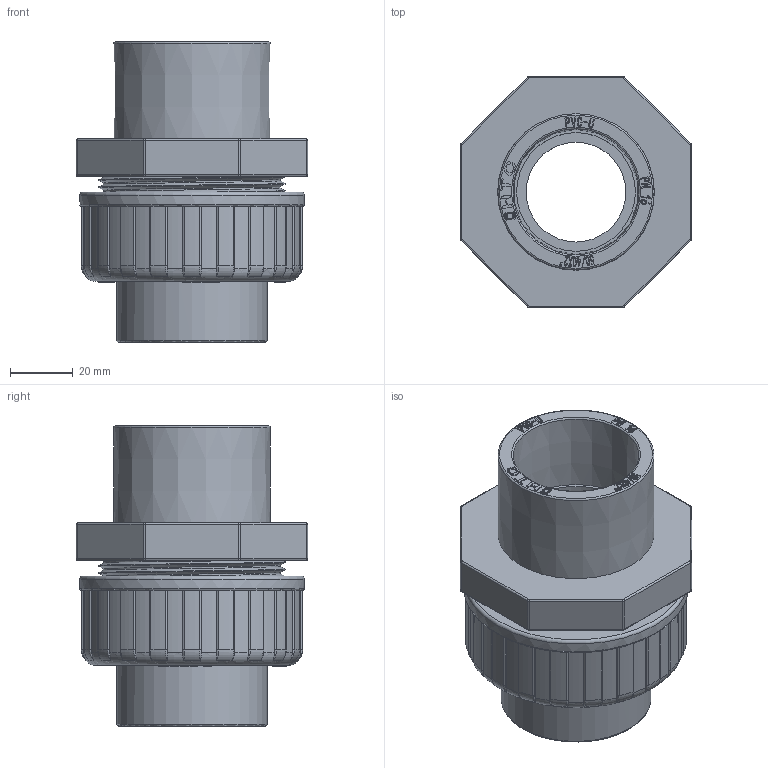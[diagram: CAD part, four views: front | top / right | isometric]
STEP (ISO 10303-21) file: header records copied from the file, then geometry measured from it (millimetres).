
FILE_DESCRIPTION(/* description */ (''),/* implementation_level */ '2;1');
FILE_NAME(/* name */ 'AF0607040050.stp',/* time_stamp */ '2025-11-28T09:30:49+08:00',/* author */ (''),/* organization */ (''),/* preprocessor_version */ 'ST-DEVELOPER v16.7',/* originating_system */ 'SIEMENS PLM Software NX 12.0',/* authorisation */ '');
FILE_SCHEMA (('AUTOMOTIVE_DESIGN { 1 0 10303 214 3 1 1 1 }'));
Products named in the file (1): Admi2740F3F8etzj
Bounding box: 74 x 74 x 96.6 mm (x, y, z)
Volume: 141667.7 mm3; surface area: 61635.9 mm2
Topology: 4 solids, 4 shells, 1863 faces, 5179 edges, 3412 vertices
Faces by surface type: plane 1434, extrusion 182, cylinder 152, bspline 54, torus 38, cone 3
Full cylindrical faces by diameter (mm): 1.3 x1, 1.5 x1, 1.821 x1, 1.95 x1, 2.25 x1, 2.428 x1, 31.9 x1, 38 x1, 45 x1, 46.6 x1, 48 x1, 51.5 x1, 52 x1, 55.9 x1, 56.6 x1, 56.656 x8, 59.614 x8, 71.8 x1
Entity records: 68040 total; most frequent: CARTESIAN_POINT 21851, ORIENTED_EDGE 10176, DIRECTION 8297, EDGE_CURVE 5088, VECTOR 4369, LINE 4187, VERTEX_POINT 3367, EDGE_LOOP 1973
